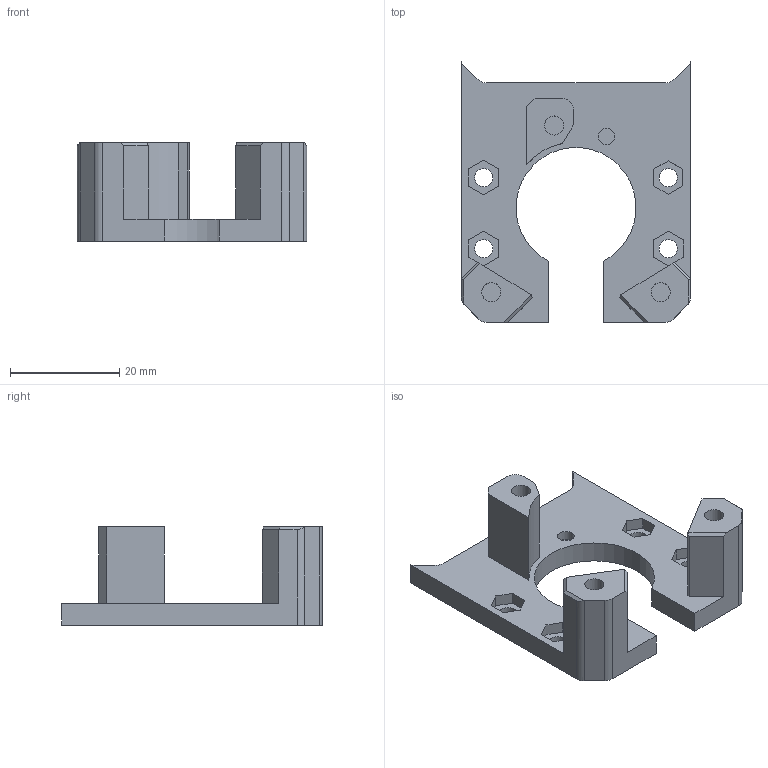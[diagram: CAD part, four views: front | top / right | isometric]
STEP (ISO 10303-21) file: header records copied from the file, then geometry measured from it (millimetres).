
FILE_DESCRIPTION(/* description */ (''),/* implementation_level */ '2;1');
FILE_NAME(/* name */ 'y_top_left.step',/* time_stamp */ '2022-08-08T12:40:08+08:00',/* author */ ('user'),/* organization */ (''),/* preprocessor_version */ 'ST-DEVELOPER v19',/* originating_system */ 'Autodesk Inventor 2023',/* authorisation */ '');
FILE_SCHEMA (('AUTOMOTIVE_DESIGN { 1 0 10303 214 3 1 1 }'));
Length unit declared in the file: millimetre
Products named in the file (1): 零件4030
Bounding box: 42 x 47.71 x 18 mm (x, y, z)
Volume: 7946.2 mm3; surface area: 6102.7 mm2
Topology: 1 solids, 1 shells, 95 faces, 240 edges, 158 vertices
Faces by surface type: plane 71, cylinder 24
Full cylindrical faces by diameter (mm): 3 x1, 3.3 x4, 3.5 x3, 5.5 x4
Entity records: 2904 total; most frequent: CARTESIAN_POINT 494, DIRECTION 482, ORIENTED_EDGE 480, EDGE_CURVE 240, LINE 190, VECTOR 190, VERTEX_POINT 158, AXIS2_PLACEMENT_3D 146
